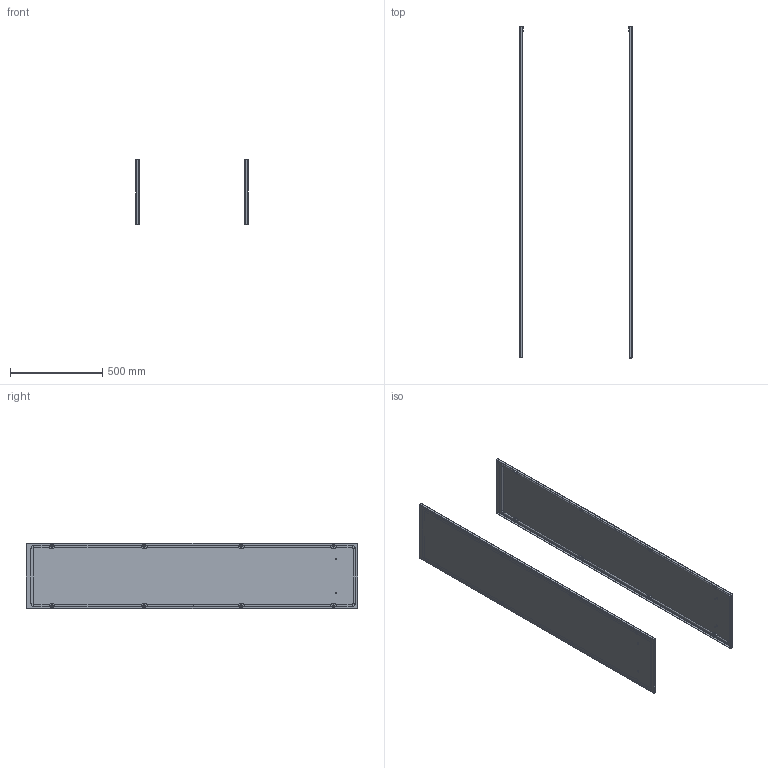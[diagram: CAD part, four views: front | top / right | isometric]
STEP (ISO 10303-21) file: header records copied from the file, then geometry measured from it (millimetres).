
FILE_DESCRIPTION (( 'STEP AP203' ), '1' );
FILE_NAME ('UR43400180604 Ñòåíêà áîêîâàÿ RS52 180.40 (2øò) (000.801.434) .STEP', '2022-04-12T09:15:06', ( '' ), ( '' ), 'SwSTEP 2.0', 'SolidWorks 2017', '' );
FILE_SCHEMA (( 'CONFIG_CONTROL_DESIGN' ));
Length unit declared in the file: millimetre
Products named in the file (7): UR43400180604 Ñòåíêà áîêîâàÿ RS52 180.40 (2øò)  (000.801.434) ; 000.130.403 Ñòåíêà áîêîâàÿ RS52 180.00_00 (00.40); Âèíò ISO 7380-2 TX_Œ5å12; 005-341 Ïàíåëü ñòåíêè áîêîâîé RS52 180.00_00 (00.40); Øïèëüêà çàçåìëåíèÿ CKF CS_Œ6å16; 000.132.177 Îñíîâàíèå ñòåíêè áîêîâîé RS52 180.00_00 (00.40); Óïëîòíèòåëü ÏÏÓ äëÿ ñòåíêè áîêîâîé RS52_15 (180å40)
Assembly tree (23 placements, depth 4):
  UR43400180604 Ñòåíêà áîêîâàÿ RS52 180.40 (2øò)  (000.801.434) 
    000.130.403 Ñòåíêà áîêîâàÿ RS52 180.00_00 (00.40)  x2
      000.132.177 Îñíîâàíèå ñòåíêè áîêîâîé RS52 180.00_00 (00.40)
        005-341 Ïàíåëü ñòåíêè áîêîâîé RS52 180.00_00 (00.40)
        Øïèëüêà çàçåìëåíèÿ CKF CS_Œ6å16  x2
      Óïëîòíèòåëü ÏÏÓ äëÿ ñòåíêè áîêîâîé RS52_15 (180å40)
    Âèíò ISO 7380-2 TX_Œ5å12  x16
Bounding box: 609.87 x 1797 x 356 mm (x, y, z)
Volume: 2443351.5 mm3; surface area: 3088532.6 mm2
Topology: 24 solids, 24 shells, 1254 faces, 3438 edges, 2280 vertices
Faces by surface type: cylinder 448, plane 442, torus 256, cone 56, bspline 52
Entity records: 11553 total; most frequent: CARTESIAN_POINT 2948, DIRECTION 1719, ORIENTED_EDGE 1444, AXIS2_PLACEMENT_3D 735, EDGE_CURVE 722, VERTEX_POINT 429, CIRCLE 394, EDGE_LOOP 367
